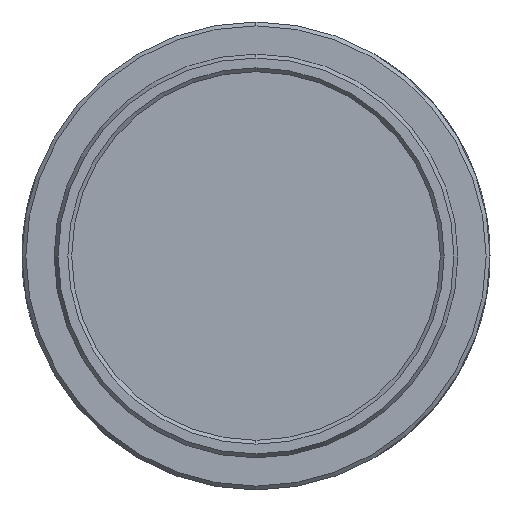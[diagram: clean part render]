
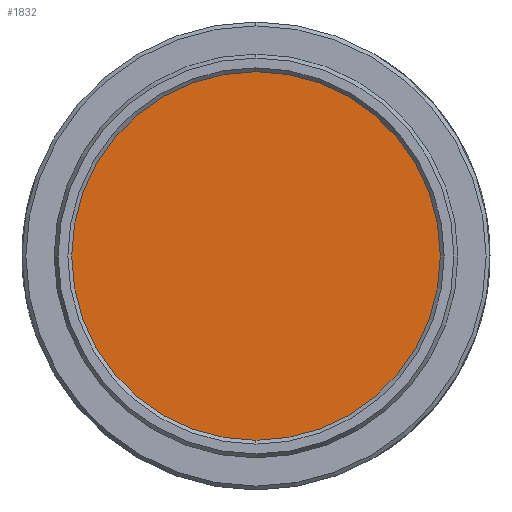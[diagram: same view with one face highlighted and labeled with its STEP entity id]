
A CAD part, left-side view. The second image highlights one B-rep face of the part: STEP entity #1832.
In plain terms, the highlighted planar face has unit normal (-1, 0, 0).
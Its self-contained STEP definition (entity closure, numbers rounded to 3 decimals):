
#486 = ORIENTED_EDGE ( 'NONE', *, *, #15189, .F. ) ;
#490 = DIRECTION ( 'NONE',  ( 1., 0., 0. ) ) ;
#1235 = CARTESIAN_POINT ( 'NONE',  ( -1.905, 0., 0. ) ) ;
#1832 = ADVANCED_FACE ( 'NONE', ( #11888 ), #11106, .F. ) ;
#2427 = DIRECTION ( 'NONE',  ( 0., -0.309, -0.951 ) ) ;
#4543 = VERTEX_POINT ( 'NONE', #12254 ) ;
#5123 = CIRCLE ( 'NONE', #15258, 12.7 ) ;
#5468 = DIRECTION ( 'NONE',  ( 1., 0., 0. ) ) ;
#5500 = EDGE_CURVE ( 'NONE', #9660, #4543, #5123, .T. ) ;
#6333 = CIRCLE ( 'NONE', #7000, 12.7 ) ;
#7000 = AXIS2_PLACEMENT_3D ( 'NONE', #1235, #9525, #2427 ) ;
#8234 = ORIENTED_EDGE ( 'NONE', *, *, #5500, .F. ) ;
#8750 = DIRECTION ( 'NONE',  ( 0., -0.309, -0.951 ) ) ;
#9525 = DIRECTION ( 'NONE',  ( 1., 0., 0. ) ) ;
#9608 = AXIS2_PLACEMENT_3D ( 'NONE', #12301, #490, #8750 ) ;
#9660 = VERTEX_POINT ( 'NONE', #12581 ) ;
#11106 = PLANE ( 'NONE',  #9608 ) ;
#11888 = FACE_OUTER_BOUND ( 'NONE', #14286, .T. ) ;
#12254 = CARTESIAN_POINT ( 'NONE',  ( -1.905, 3.92, 12.08 ) ) ;
#12301 = CARTESIAN_POINT ( 'NONE',  ( -1.905, 0., 0. ) ) ;
#12581 = CARTESIAN_POINT ( 'NONE',  ( -1.905, -3.92, -12.08 ) ) ;
#12587 = CARTESIAN_POINT ( 'NONE',  ( -1.905, 0., 0. ) ) ;
#13769 = DIRECTION ( 'NONE',  ( 0., -0.309, -0.951 ) ) ;
#14286 = EDGE_LOOP ( 'NONE', ( #8234, #486 ) ) ;
#15189 = EDGE_CURVE ( 'NONE', #4543, #9660, #6333, .T. ) ;
#15258 = AXIS2_PLACEMENT_3D ( 'NONE', #12587, #5468, #13769 ) ;
